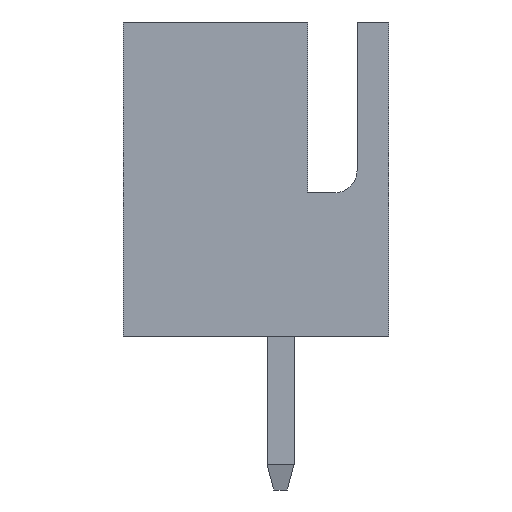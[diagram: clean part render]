
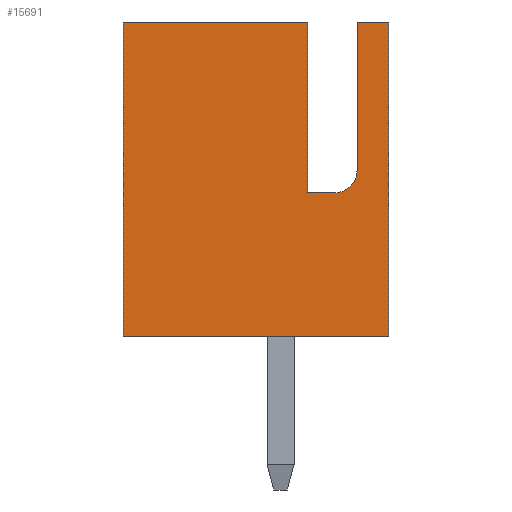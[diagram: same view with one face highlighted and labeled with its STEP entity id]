
A CAD part, left-side view. The second image highlights one B-rep face of the part: STEP entity #15691.
In plain terms, the highlighted planar face has unit normal (-1, 0, 0).
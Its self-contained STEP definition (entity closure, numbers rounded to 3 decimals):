
#92 = VERTEX_POINT ( 'NONE', #10785 ) ;
#166 = CARTESIAN_POINT ( 'NONE',  ( -6.25, -2.95, 7. ) ) ;
#179 = ORIENTED_EDGE ( 'NONE', *, *, #2816, .F. ) ;
#357 = ORIENTED_EDGE ( 'NONE', *, *, #7215, .T. ) ;
#508 = CARTESIAN_POINT ( 'NONE',  ( -6.25, -2.95, 0. ) ) ;
#516 = LINE ( 'NONE', #9376, #3241 ) ;
#558 = CARTESIAN_POINT ( 'NONE',  ( -6.25, -1.75, 3.2 ) ) ;
#1008 = CARTESIAN_POINT ( 'NONE',  ( -6.25, 2.95, 0. ) ) ;
#1083 = DIRECTION ( 'NONE',  ( 1., 0., 0. ) ) ;
#2261 = VERTEX_POINT ( 'NONE', #558 ) ;
#2332 = ORIENTED_EDGE ( 'NONE', *, *, #10754, .T. ) ;
#2397 = CARTESIAN_POINT ( 'NONE',  ( -6.25, -2.25, 7. ) ) ;
#2446 = VERTEX_POINT ( 'NONE', #11580 ) ;
#2785 = DIRECTION ( 'NONE',  ( 0., 0., -1. ) ) ;
#2816 = EDGE_CURVE ( 'NONE', #8978, #92, #10710, .T. ) ;
#3241 = VECTOR ( 'NONE', #5621, 1000. ) ;
#3247 = ORIENTED_EDGE ( 'NONE', *, *, #8423, .F. ) ;
#3510 = CARTESIAN_POINT ( 'NONE',  ( -6.25, -1.75, 3.7 ) ) ;
#3985 = DIRECTION ( 'NONE',  ( 1., 0., 0. ) ) ;
#4140 = VECTOR ( 'NONE', #10119, 1000. ) ;
#4414 = ORIENTED_EDGE ( 'NONE', *, *, #13805, .F. ) ;
#4549 = ORIENTED_EDGE ( 'NONE', *, *, #7822, .F. ) ;
#4966 = DIRECTION ( 'NONE',  ( 0., 0., -1. ) ) ;
#5082 = DIRECTION ( 'NONE',  ( 0., 0., -1. ) ) ;
#5531 = LINE ( 'NONE', #508, #8319 ) ;
#5621 = DIRECTION ( 'NONE',  ( 0., -1., 0. ) ) ;
#6014 = AXIS2_PLACEMENT_3D ( 'NONE', #166, #3985, #5082 ) ;
#6125 = VECTOR ( 'NONE', #9291, 1000. ) ;
#6326 = FACE_OUTER_BOUND ( 'NONE', #11595, .T. ) ;
#6373 = CARTESIAN_POINT ( 'NONE',  ( -6.25, -2.25, 3.2 ) ) ;
#6501 = EDGE_CURVE ( 'NONE', #7413, #7122, #5531, .T. ) ;
#6655 = PLANE ( 'NONE',  #6014 ) ;
#7122 = VERTEX_POINT ( 'NONE', #14656 ) ;
#7215 = EDGE_CURVE ( 'NONE', #2446, #7413, #15156, .T. ) ;
#7282 = CARTESIAN_POINT ( 'NONE',  ( -6.25, -1.15, 3.2 ) ) ;
#7303 = CARTESIAN_POINT ( 'NONE',  ( -6.25, -1.15, 3.2 ) ) ;
#7413 = VERTEX_POINT ( 'NONE', #1008 ) ;
#7510 = DIRECTION ( 'NONE',  ( 0., -1., 0. ) ) ;
#7533 = AXIS2_PLACEMENT_3D ( 'NONE', #3510, #1083, #12387 ) ;
#7761 = VECTOR ( 'NONE', #9854, 1000. ) ;
#7822 = EDGE_CURVE ( 'NONE', #2446, #9803, #11363, .T. ) ;
#7869 = DIRECTION ( 'NONE',  ( 0., -1., 0. ) ) ;
#8218 = ORIENTED_EDGE ( 'NONE', *, *, #6501, .T. ) ;
#8319 = VECTOR ( 'NONE', #7869, 1000. ) ;
#8423 = EDGE_CURVE ( 'NONE', #92, #7122, #12959, .T. ) ;
#8978 = VERTEX_POINT ( 'NONE', #2397 ) ;
#9291 = DIRECTION ( 'NONE',  ( 0., -1., 0. ) ) ;
#9376 = CARTESIAN_POINT ( 'NONE',  ( -6.25, -2.25, 3.2 ) ) ;
#9416 = CARTESIAN_POINT ( 'NONE',  ( -6.25, -2.25, 3.7 ) ) ;
#9803 = VERTEX_POINT ( 'NONE', #13143 ) ;
#9854 = DIRECTION ( 'NONE',  ( 0., 0., 1. ) ) ;
#9942 = LINE ( 'NONE', #7282, #7761 ) ;
#10029 = VERTEX_POINT ( 'NONE', #9416 ) ;
#10119 = DIRECTION ( 'NONE',  ( 0., 0., 1. ) ) ;
#10176 = ORIENTED_EDGE ( 'NONE', *, *, #15854, .F. ) ;
#10457 = CARTESIAN_POINT ( 'NONE',  ( -6.25, -2.95, 7. ) ) ;
#10710 = LINE ( 'NONE', #11810, #6125 ) ;
#10754 = EDGE_CURVE ( 'NONE', #10029, #2261, #10998, .T. ) ;
#10785 = CARTESIAN_POINT ( 'NONE',  ( -6.25, -2.95, 7. ) ) ;
#10998 = CIRCLE ( 'NONE', #7533, 0.5 ) ;
#11363 = LINE ( 'NONE', #14341, #13239 ) ;
#11401 = LINE ( 'NONE', #6373, #4140 ) ;
#11580 = CARTESIAN_POINT ( 'NONE',  ( -6.25, 2.95, 7. ) ) ;
#11595 = EDGE_LOOP ( 'NONE', ( #179, #10176, #2332, #4414, #13055, #4549, #357, #8218, #3247 ) ) ;
#11810 = CARTESIAN_POINT ( 'NONE',  ( -6.25, -2.95, 7. ) ) ;
#11878 = VECTOR ( 'NONE', #4966, 1000. ) ;
#12387 = DIRECTION ( 'NONE',  ( 0., 0., -1. ) ) ;
#12959 = LINE ( 'NONE', #10457, #13773 ) ;
#13055 = ORIENTED_EDGE ( 'NONE', *, *, #13844, .T. ) ;
#13143 = CARTESIAN_POINT ( 'NONE',  ( -6.25, -1.15, 7. ) ) ;
#13239 = VECTOR ( 'NONE', #7510, 1000. ) ;
#13773 = VECTOR ( 'NONE', #2785, 1000. ) ;
#13805 = EDGE_CURVE ( 'NONE', #15250, #2261, #516, .T. ) ;
#13844 = EDGE_CURVE ( 'NONE', #15250, #9803, #9942, .T. ) ;
#14341 = CARTESIAN_POINT ( 'NONE',  ( -6.25, -2.95, 7. ) ) ;
#14656 = CARTESIAN_POINT ( 'NONE',  ( -6.25, -2.95, 0. ) ) ;
#15156 = LINE ( 'NONE', #16344, #11878 ) ;
#15250 = VERTEX_POINT ( 'NONE', #7303 ) ;
#15691 = ADVANCED_FACE ( 'NONE', ( #6326 ), #6655, .F. ) ;
#15854 = EDGE_CURVE ( 'NONE', #10029, #8978, #11401, .T. ) ;
#16344 = CARTESIAN_POINT ( 'NONE',  ( -6.25, 2.95, 7. ) ) ;
